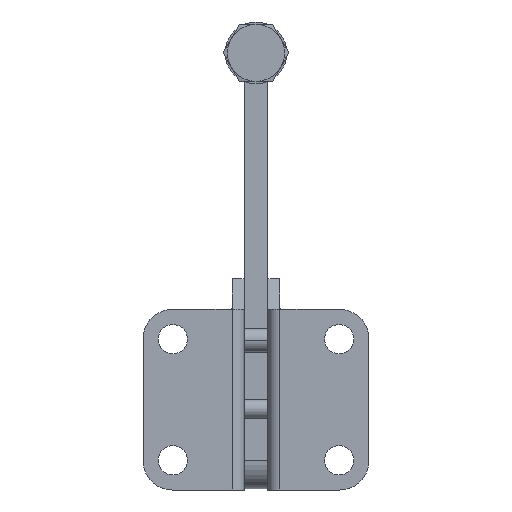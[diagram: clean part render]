
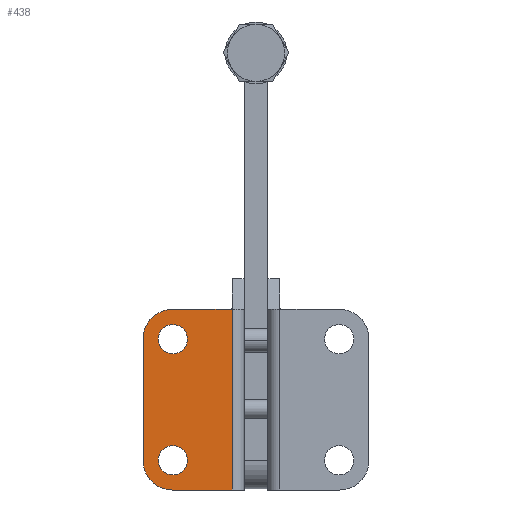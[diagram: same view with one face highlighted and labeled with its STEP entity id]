
A CAD part, front view. The second image highlights one B-rep face of the part: STEP entity #438.
In plain terms, the highlighted planar face has unit normal (0, -1, 0).
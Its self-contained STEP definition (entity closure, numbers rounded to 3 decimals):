
#438 = ADVANCED_FACE( '', ( #735, #736, #737 ), #738, .T. );
#735 = FACE_BOUND( '', #1321, .T. );
#736 = FACE_BOUND( '', #1322, .T. );
#737 = FACE_OUTER_BOUND( '', #1323, .T. );
#738 = PLANE( '', #1324 );
#1321 = EDGE_LOOP( '', ( #2058, #2059 ) );
#1322 = EDGE_LOOP( '', ( #2060, #2061 ) );
#1323 = EDGE_LOOP( '', ( #2062, #2063, #2064, #2065, #2066, #2067 ) );
#1324 = AXIS2_PLACEMENT_3D( '', #2068, #2069, #2070 );
#2058 = ORIENTED_EDGE( '', *, *, #4019, .T. );
#2059 = ORIENTED_EDGE( '', *, *, #4026, .T. );
#2060 = ORIENTED_EDGE( '', *, *, #4011, .T. );
#2061 = ORIENTED_EDGE( '', *, *, #4030, .T. );
#2062 = ORIENTED_EDGE( '', *, *, #4034, .T. );
#2063 = ORIENTED_EDGE( '', *, *, #4072, .F. );
#2064 = ORIENTED_EDGE( '', *, *, #4046, .T. );
#2065 = ORIENTED_EDGE( '', *, *, #4070, .T. );
#2066 = ORIENTED_EDGE( '', *, *, #4073, .T. );
#2067 = ORIENTED_EDGE( '', *, *, #4074, .T. );
#2068 = CARTESIAN_POINT( '', ( 47.5, -64.5, -63. ) );
#2069 = DIRECTION( '', ( 0., -1., 0. ) );
#2070 = DIRECTION( '', ( 1., 0., 0. ) );
#4011 = EDGE_CURVE( '', #4707, #4711, #4713, .T. );
#4019 = EDGE_CURVE( '', #4723, #4727, #4729, .T. );
#4026 = EDGE_CURVE( '', #4727, #4723, #4740, .T. );
#4030 = EDGE_CURVE( '', #4711, #4707, #4744, .T. );
#4034 = EDGE_CURVE( '', #4751, #4749, #4752, .T. );
#4046 = EDGE_CURVE( '', #4775, #4773, #4776, .T. );
#4070 = EDGE_CURVE( '', #4773, #4816, #4818, .T. );
#4072 = EDGE_CURVE( '', #4775, #4749, #4820, .T. );
#4073 = EDGE_CURVE( '', #4816, #4821, #4822, .T. );
#4074 = EDGE_CURVE( '', #4821, #4751, #4823, .T. );
#4707 = VERTEX_POINT( '', #5808 );
#4711 = VERTEX_POINT( '', #5813 );
#4713 = CIRCLE( '', #5816, 6.15 );
#4723 = VERTEX_POINT( '', #5828 );
#4727 = VERTEX_POINT( '', #5833 );
#4729 = CIRCLE( '', #5836, 6.15 );
#4740 = CIRCLE( '', #5849, 6.15 );
#4744 = CIRCLE( '', #5853, 6.15 );
#4749 = VERTEX_POINT( '', #5858 );
#4751 = VERTEX_POINT( '', #5861 );
#4752 = CIRCLE( '', #5862, 12.3 );
#4773 = VERTEX_POINT( '', #5888 );
#4775 = VERTEX_POINT( '', #5891 );
#4776 = CIRCLE( '', #5892, 12.3 );
#4816 = VERTEX_POINT( '', #5949 );
#4818 = LINE( '', #5951, #5952 );
#4820 = LINE( '', #5955, #5956 );
#4821 = VERTEX_POINT( '', #5957 );
#4822 = LINE( '', #5958, #5959 );
#4823 = LINE( '', #5960, #5961 );
#5808 = CARTESIAN_POINT( '', ( -28.85, -64.5, -50.5 ) );
#5813 = CARTESIAN_POINT( '', ( -41.15, -64.5, -50.5 ) );
#5816 = AXIS2_PLACEMENT_3D( '', #7728, #7729, #7730 );
#5828 = CARTESIAN_POINT( '', ( -28.85, -64.5, 0.5 ) );
#5833 = CARTESIAN_POINT( '', ( -41.15, -64.5, 0.5 ) );
#5836 = AXIS2_PLACEMENT_3D( '', #7744, #7745, #7746 );
#5849 = AXIS2_PLACEMENT_3D( '', #7761, #7762, #7763 );
#5853 = AXIS2_PLACEMENT_3D( '', #7773, #7774, #7775 );
#5858 = CARTESIAN_POINT( '', ( -47.5, -64.5, 0.7 ) );
#5861 = CARTESIAN_POINT( '', ( -35.2, -64.5, 13. ) );
#5862 = AXIS2_PLACEMENT_3D( '', #7783, #7784, #7785 );
#5888 = CARTESIAN_POINT( '', ( -35.2, -64.5, -63. ) );
#5891 = CARTESIAN_POINT( '', ( -47.5, -64.5, -50.7 ) );
#5892 = AXIS2_PLACEMENT_3D( '', #7807, #7808, #7809 );
#5949 = CARTESIAN_POINT( '', ( -10., -64.5, -63. ) );
#5951 = CARTESIAN_POINT( '', ( -47.5, -64.5, -63. ) );
#5952 = VECTOR( '', #7845, 1. );
#5955 = CARTESIAN_POINT( '', ( -47.5, -64.5, -63. ) );
#5956 = VECTOR( '', #7847, 1. );
#5957 = CARTESIAN_POINT( '', ( -10., -64.5, 13. ) );
#5958 = CARTESIAN_POINT( '', ( -10., -64.5, -25. ) );
#5959 = VECTOR( '', #7848, 1. );
#5960 = CARTESIAN_POINT( '', ( -47.5, -64.5, 13. ) );
#5961 = VECTOR( '', #7849, 1. );
#7728 = CARTESIAN_POINT( '', ( -35., -64.5, -50.5 ) );
#7729 = DIRECTION( '', ( 0., 1., 0. ) );
#7730 = DIRECTION( '', ( 1., 0., 0. ) );
#7744 = CARTESIAN_POINT( '', ( -35., -64.5, 0.5 ) );
#7745 = DIRECTION( '', ( 0., 1., 0. ) );
#7746 = DIRECTION( '', ( 1., 0., 0. ) );
#7761 = CARTESIAN_POINT( '', ( -35., -64.5, 0.5 ) );
#7762 = DIRECTION( '', ( 0., 1., 0. ) );
#7763 = DIRECTION( '', ( 1., 0., 0. ) );
#7773 = CARTESIAN_POINT( '', ( -35., -64.5, -50.5 ) );
#7774 = DIRECTION( '', ( 0., 1., 0. ) );
#7775 = DIRECTION( '', ( 1., 0., 0. ) );
#7783 = CARTESIAN_POINT( '', ( -35.2, -64.5, 0.7 ) );
#7784 = DIRECTION( '', ( 0., -1., 0. ) );
#7785 = DIRECTION( '', ( -1., 0., 0. ) );
#7807 = CARTESIAN_POINT( '', ( -35.2, -64.5, -50.7 ) );
#7808 = DIRECTION( '', ( 0., -1., 0. ) );
#7809 = DIRECTION( '', ( 0., 0., -1. ) );
#7845 = DIRECTION( '', ( 1., 0., 0. ) );
#7847 = DIRECTION( '', ( 0., 0., 1. ) );
#7848 = DIRECTION( '', ( 0., 0., 1. ) );
#7849 = DIRECTION( '', ( -1., 0., 0. ) );
